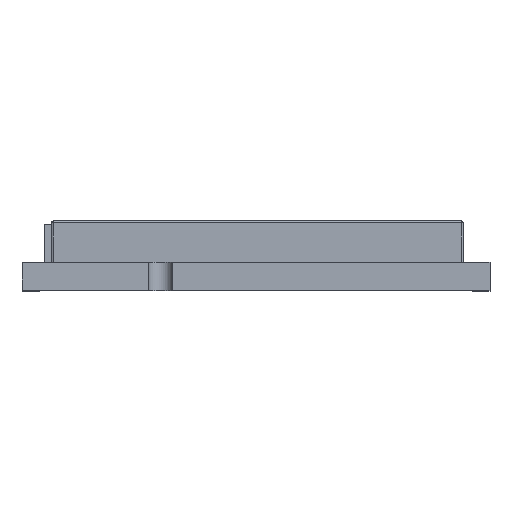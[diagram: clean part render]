
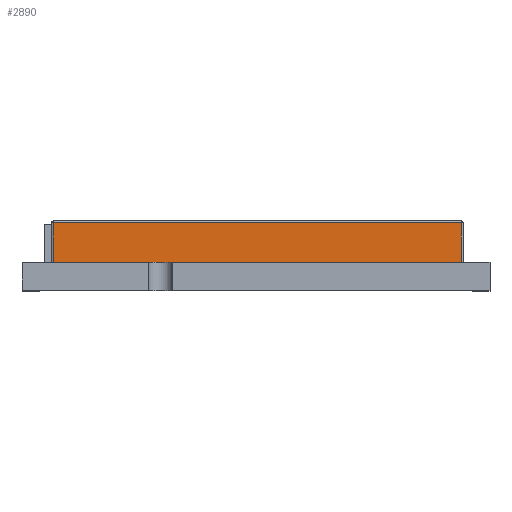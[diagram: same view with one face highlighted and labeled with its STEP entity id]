
A CAD part, top view. The second image highlights one B-rep face of the part: STEP entity #2890.
In plain terms, the highlighted planar face has unit normal (0, 0, 1).
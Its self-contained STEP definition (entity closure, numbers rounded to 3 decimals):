
#279=FACE_OUTER_BOUND('',#425,.T.);
#425=EDGE_LOOP('',(#2603,#2604,#2605,#2606));
#777=LINE('',#4574,#1141);
#782=LINE('',#4591,#1146);
#789=LINE('',#4617,#1153);
#791=LINE('',#4626,#1155);
#1141=VECTOR('',#3747,10.);
#1146=VECTOR('',#3766,10.);
#1153=VECTOR('',#3795,10.);
#1155=VECTOR('',#3807,10.);
#1404=VERTEX_POINT('',#4567);
#1407=VERTEX_POINT('',#4572);
#1412=VERTEX_POINT('',#4590);
#1420=VERTEX_POINT('',#4616);
#1793=EDGE_CURVE('',#1407,#1404,#777,.T.);
#1801=EDGE_CURVE('',#1412,#1404,#782,.T.);
#1814=EDGE_CURVE('',#1412,#1420,#789,.T.);
#1819=EDGE_CURVE('',#1420,#1407,#791,.T.);
#2603=ORIENTED_EDGE('',*,*,#1793,.F.);
#2604=ORIENTED_EDGE('',*,*,#1819,.F.);
#2605=ORIENTED_EDGE('',*,*,#1814,.F.);
#2606=ORIENTED_EDGE('',*,*,#1801,.T.);
#2749=PLANE('',#3087);
#2890=ADVANCED_FACE('',(#279),#2749,.T.);
#3087=AXIS2_PLACEMENT_3D('',#4625,#3805,#3806);
#3747=DIRECTION('',(0.,-1.,0.));
#3766=DIRECTION('',(1.,0.,0.));
#3795=DIRECTION('',(0.,1.,0.));
#3805=DIRECTION('center_axis',(0.,0.,1.));
#3806=DIRECTION('ref_axis',(1.,0.,0.));
#3807=DIRECTION('',(1.,0.,0.));
#4567=CARTESIAN_POINT('',(12.676,0.8,-0.426));
#4572=CARTESIAN_POINT('',(12.676,1.95,-0.426));
#4574=CARTESIAN_POINT('',(12.676,0.8,-0.426));
#4590=CARTESIAN_POINT('',(0.901,0.8,-0.426));
#4591=CARTESIAN_POINT('',(0.851,0.8,-0.426));
#4616=CARTESIAN_POINT('',(0.901,1.95,-0.426));
#4617=CARTESIAN_POINT('',(0.901,0.8,-0.426));
#4625=CARTESIAN_POINT('Origin',(0.851,0.8,-0.426));
#4626=CARTESIAN_POINT('',(3.82,1.95,-0.426));
